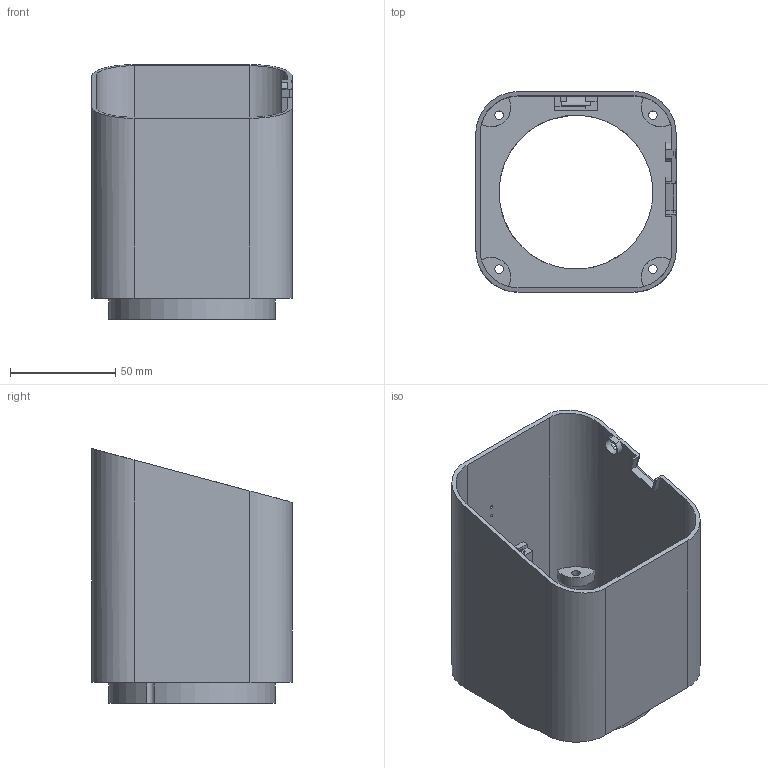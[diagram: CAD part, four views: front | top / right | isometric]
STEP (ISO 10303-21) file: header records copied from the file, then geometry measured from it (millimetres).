
FILE_DESCRIPTION(/* description */ ('STEP AP242','CAx-IF Rec.Pracs.---Representation and Presentation of Product Manufacturing Information (PMI)---4.0---2014-10-13','CAx-IF Rec.Pracs.---3D Tessellated Geometry---0.4---2014-09-14','2;1'),/* implementation_level */ '2;1');
FILE_NAME(/* name */ 'Part Studio 1 - Main casing',/* time_stamp */ '2024-12-20T01:15:29Z',/* author */ (''),/* organization */ (''),/* preprocessor_version */ 'ST-DEVELOPER v20',/* originating_system */ 'ONSHAPE BY PTC INC, 1.191',/* authorisation */ ' ');
FILE_SCHEMA (('AP242_MANAGED_MODEL_BASED_3D_ENGINEERING_MIM_LF { 1 0 10303 442 1 1 4 }'));
Length unit declared in the file: metre
Products named in the file (1): Main casing
Bounding box: 95 x 95 x 120.82 mm (x, y, z)
Volume: 87624.4 mm3; surface area: 85023.7 mm2
Topology: 1 solids, 1 shells, 257 faces, 713 edges, 476 vertices
Faces by surface type: plane 132, bspline 68, cylinder 51, sphere 3, torus 3
Full cylindrical faces by diameter (mm): 1.5 x2, 4 x4, 7.5 x1, 8 x4, 73 x1
Entity records: 8570 total; most frequent: CARTESIAN_POINT 2374, ORIENTED_EDGE 1392, DIRECTION 1041, EDGE_CURVE 696, VERTEX_POINT 472, LINE 421, VECTOR 421, EDGE_LOOP 314
